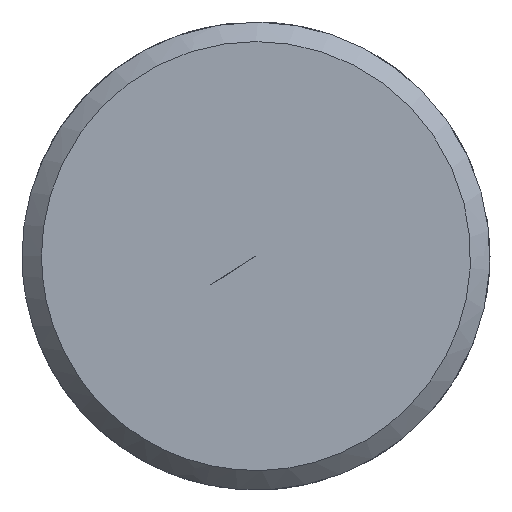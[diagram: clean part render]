
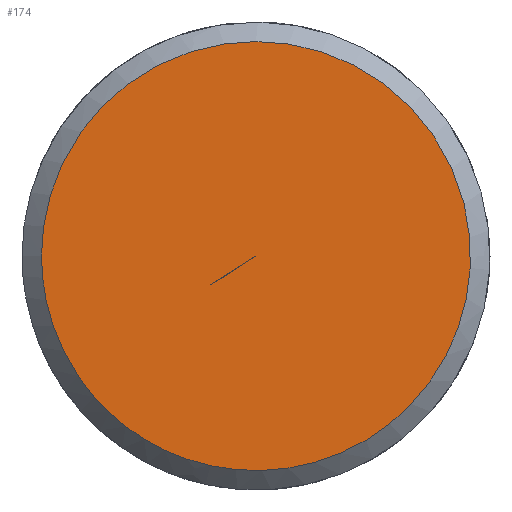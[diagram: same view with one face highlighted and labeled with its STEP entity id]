
A CAD part, left-side view. The second image highlights one B-rep face of the part: STEP entity #174.
In plain terms, the highlighted free-form (B-spline) face has degree [5, 1] with [6, 2] control points.
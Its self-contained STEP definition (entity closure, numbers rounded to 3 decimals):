
#140 = CARTESIAN_POINT ('', (-83., 0., 0.));
#141 = VERTEX_POINT ('', #140);
#142 = CARTESIAN_POINT ('', (-83., 5.5, 0.));
#143 = VERTEX_POINT ('', #142);
#144 = CARTESIAN_POINT ('', (-83., 0., 0.));
#145 = CARTESIAN_POINT ('', (-83., 5.5, 0.));
#146 = B_SPLINE_CURVE_WITH_KNOTS ('', 1, (#144, #145), .UNSPECIFIED., .F., .U., (2, 2), (0., 1.), .UNSPECIFIED.);
#147 = EDGE_CURVE ('', #141, #143, #146, .T.);
#148 = ORIENTED_EDGE ('', *, *, #147, .F.);
#149 = ORIENTED_EDGE ('', *, *, #147, .T.);
#150 = CARTESIAN_POINT ('', (-83., 5.5, 0.));
#151 = CARTESIAN_POINT ('', (-83., 5.5, 22.));
#152 = CARTESIAN_POINT ('', (-83., -16.5, 11.));
#153 = CARTESIAN_POINT ('', (-83., -16.5, -11.));
#154 = CARTESIAN_POINT ('', (-83., 5.5, -22.));
#155 = CARTESIAN_POINT ('', (-83., 5.5, 0.));
#156 = (
   BOUNDED_CURVE ()
   B_SPLINE_CURVE (5, (#150, #151, #152, #153, #154, #155), .UNSPECIFIED., .T., .U.)
   B_SPLINE_CURVE_WITH_KNOTS ((6, 6), (0., 1.), .UNSPECIFIED.)
   CURVE ()
   GEOMETRIC_REPRESENTATION_ITEM ()
   RATIONAL_B_SPLINE_CURVE ((5., 1., 1., 1., 1., 5.))
   REPRESENTATION_ITEM ('')
);
#157 = EDGE_CURVE ('', #143, #143, #156, .T.);
#158 = ORIENTED_EDGE ('', *, *, #157, .F.);
#159 = EDGE_LOOP ('', (#148, #149, #158));
#160 = FACE_OUTER_BOUND ('', #159, .T.);
#161 = CARTESIAN_POINT ('', (-83., 0., 0.));
#162 = CARTESIAN_POINT ('', (-83., 5.5, 0.));
#163 = CARTESIAN_POINT ('', (-83., 0., 0.));
#164 = CARTESIAN_POINT ('', (-83., 5.5, 22.));
#165 = CARTESIAN_POINT ('', (-83., 0., 0.));
#166 = CARTESIAN_POINT ('', (-83., -16.5, 11.));
#167 = CARTESIAN_POINT ('', (-83., 0., 0.));
#168 = CARTESIAN_POINT ('', (-83., -16.5, -11.));
#169 = CARTESIAN_POINT ('', (-83., 0., 0.));
#170 = CARTESIAN_POINT ('', (-83., 5.5, -22.));
#171 = CARTESIAN_POINT ('', (-83., 0., 0.));
#172 = CARTESIAN_POINT ('', (-83., 5.5, 0.));
#173 = (
   BOUNDED_SURFACE ()
   B_SPLINE_SURFACE (5, 1, ((#161, #162), (#163, #164), (#165, #166), (#167, #168), (#169, #170), (#171, #172)), .UNSPECIFIED., .T., .F., .U.)
   B_SPLINE_SURFACE_WITH_KNOTS ((6, 6), (2, 2), (0., 1.), (0., 1.), .UNSPECIFIED.)
   SURFACE ()
   GEOMETRIC_REPRESENTATION_ITEM ()
   RATIONAL_B_SPLINE_SURFACE (((5., 5.), (1., 1.), (1., 1.), (1., 1.), (1., 1.), (5., 5.)))
   REPRESENTATION_ITEM ('')
);
#174 = ADVANCED_FACE ('', (#160), #173, .T.);
